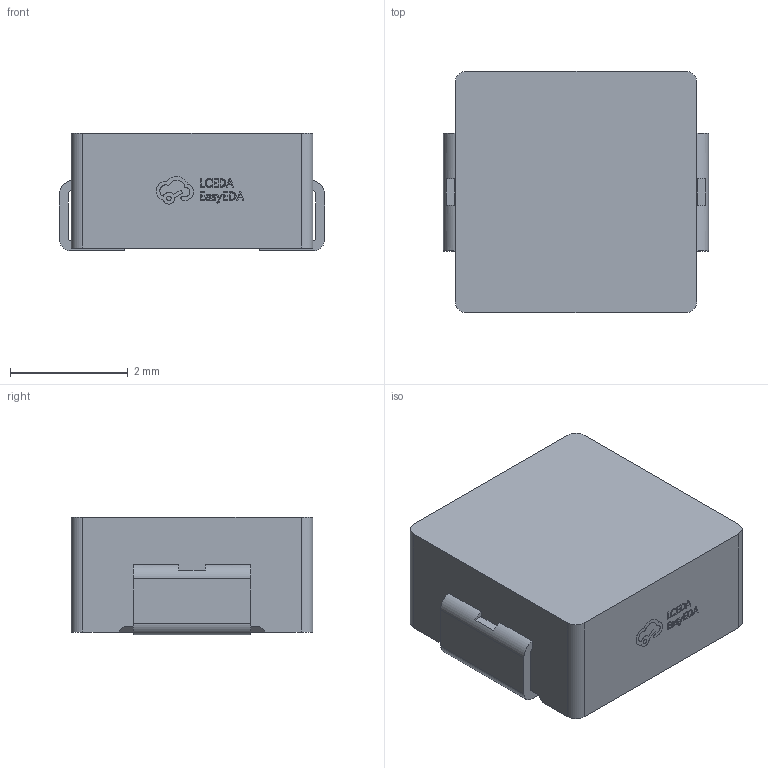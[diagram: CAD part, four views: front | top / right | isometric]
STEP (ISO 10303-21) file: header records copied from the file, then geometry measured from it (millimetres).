
FILE_DESCRIPTION (( 'STEP AP214' ), '1' );
FILE_NAME ('IND-SMD_L4.5-W4.1_SL0420.STEP', '2024-11-28T08:39:42', ( '' ), ( '' ), 'SwSTEP 2.0', 'SolidWorks 2021', '' );
FILE_SCHEMA (( 'AUTOMOTIVE_DESIGN' ));
Length unit declared in the file: millimetre
Products named in the file (1): IND-SMD_L4.5-W4.1_SL0420
Bounding box: 4.5 x 4.1 x 2 mm (x, y, z)
Volume: 33.5 mm3; surface area: 75.7 mm2
Topology: 14 solids, 14 shells, 277 faces, 759 edges, 506 vertices
Faces by surface type: plane 167, bspline 98, cylinder 12
Entity records: 12475 total; most frequent: CARTESIAN_POINT 2849, ORIENTED_EDGE 1518, DIRECTION 951, EDGE_CURVE 759, VECTOR 527, LINE 527, VERTEX_POINT 506, EDGE_LOOP 293
